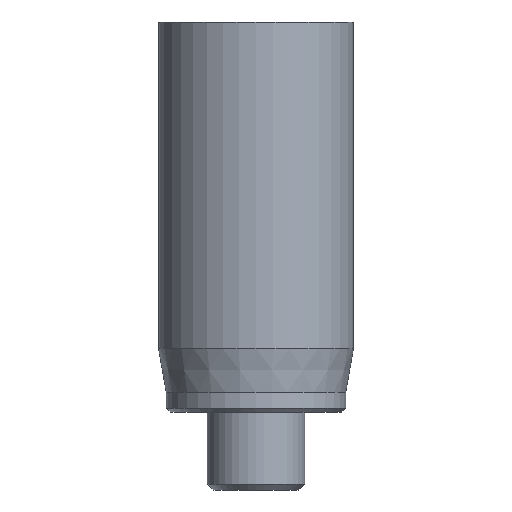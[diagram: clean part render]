
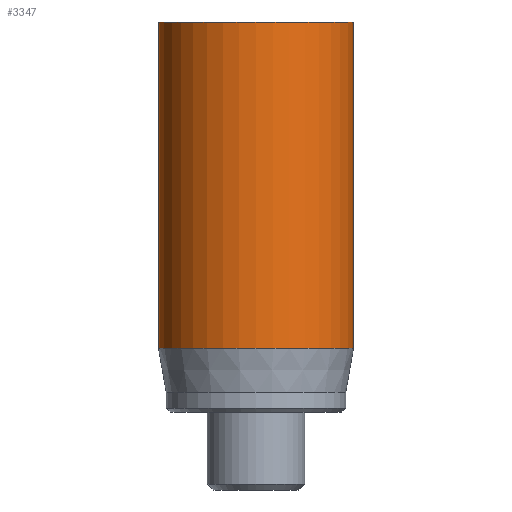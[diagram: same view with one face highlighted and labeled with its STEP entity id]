
A CAD part, front view. The second image highlights one B-rep face of the part: STEP entity #3347.
In plain terms, the highlighted cylindrical face has radius 5 mm (diameter 10 mm), a full revolution.
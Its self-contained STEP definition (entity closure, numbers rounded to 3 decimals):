
#40=CYLINDRICAL_SURFACE('',#3527,5.);
#58=CIRCLE('',#3498,5.);
#74=CIRCLE('',#3525,5.);
#75=CIRCLE('',#3526,5.);
#334=FACE_OUTER_BOUND('',#529,.T.);
#529=EDGE_LOOP('',(#2969,#2970,#2971,#2972,#2973));
#785=LINE('',#6253,#1045);
#1045=VECTOR('',#3971,5.);
#1547=VERTEX_POINT('',#6196);
#1563=VERTEX_POINT('',#6247);
#1564=VERTEX_POINT('',#6248);
#2014=EDGE_CURVE('',#1547,#1547,#58,.T.);
#2038=EDGE_CURVE('',#1563,#1564,#74,.T.);
#2039=EDGE_CURVE('',#1564,#1563,#75,.T.);
#2041=EDGE_CURVE('',#1547,#1563,#785,.T.);
#2969=ORIENTED_EDGE('',*,*,#2014,.T.);
#2970=ORIENTED_EDGE('',*,*,#2041,.T.);
#2971=ORIENTED_EDGE('',*,*,#2038,.T.);
#2972=ORIENTED_EDGE('',*,*,#2039,.T.);
#2973=ORIENTED_EDGE('',*,*,#2041,.F.);
#3347=ADVANCED_FACE('',(#334),#40,.T.);
#3498=AXIS2_PLACEMENT_3D('',#6197,#3902,#3903);
#3525=AXIS2_PLACEMENT_3D('',#6249,#3964,#3965);
#3526=AXIS2_PLACEMENT_3D('',#6250,#3966,#3967);
#3527=AXIS2_PLACEMENT_3D('',#6252,#3969,#3970);
#3902=DIRECTION('center_axis',(0.,0.,-1.));
#3903=DIRECTION('ref_axis',(-1.,0.,0.));
#3964=DIRECTION('center_axis',(0.,0.,1.));
#3965=DIRECTION('ref_axis',(-1.,0.,0.));
#3966=DIRECTION('center_axis',(0.,0.,1.));
#3967=DIRECTION('ref_axis',(-1.,0.,0.));
#3969=DIRECTION('center_axis',(0.,0.,1.));
#3970=DIRECTION('ref_axis',(-1.,0.,0.));
#3971=DIRECTION('',(0.,0.,-1.));
#6196=CARTESIAN_POINT('',(5.,0.,20.));
#6197=CARTESIAN_POINT('Origin',(0.,0.,20.));
#6247=CARTESIAN_POINT('',(5.,0.,3.269));
#6248=CARTESIAN_POINT('',(-5.,0.,3.269));
#6249=CARTESIAN_POINT('Origin',(0.,0.,3.269));
#6250=CARTESIAN_POINT('Origin',(0.,0.,3.269));
#6252=CARTESIAN_POINT('Origin',(0.,0.,0.));
#6253=CARTESIAN_POINT('',(5.,0.,0.));
